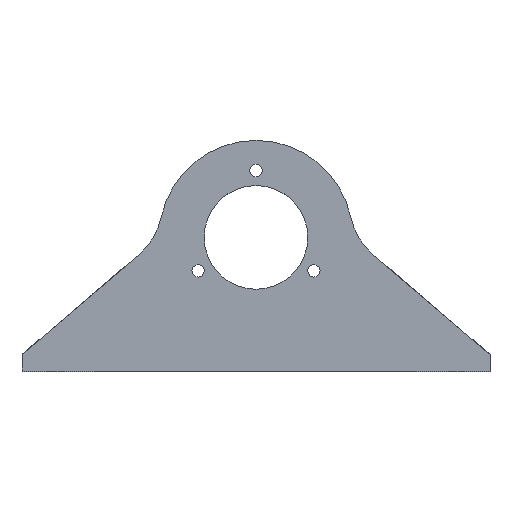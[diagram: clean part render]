
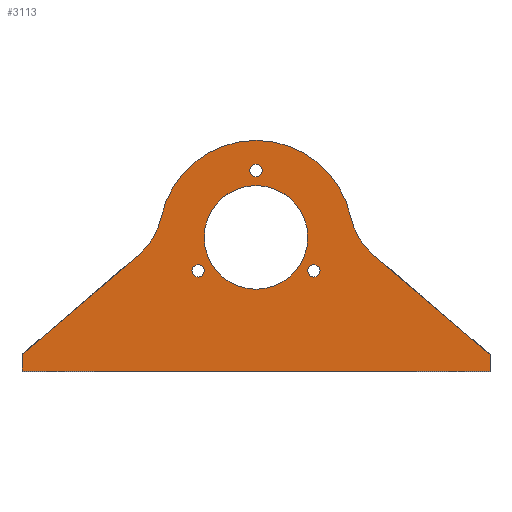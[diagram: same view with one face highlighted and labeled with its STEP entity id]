
A CAD part, top view. The second image highlights one B-rep face of the part: STEP entity #3113.
In plain terms, the highlighted planar face has unit normal (0, 0, 1).
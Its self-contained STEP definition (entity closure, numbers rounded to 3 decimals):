
#18 = AXIS2_PLACEMENT_3D ( 'NONE', #524, #3782, #4071 ) ;
#64 = ORIENTED_EDGE ( 'NONE', *, *, #2625, .F. ) ;
#100 = CARTESIAN_POINT ( 'NONE',  ( -70., -35., 5. ) ) ;
#104 = DIRECTION ( 'NONE',  ( 0., 0., 1. ) ) ;
#137 = CARTESIAN_POINT ( 'NONE',  ( 70., -40., 5. ) ) ;
#154 = EDGE_CURVE ( 'NONE', #4251, #2238, #995, .T. ) ;
#156 = AXIS2_PLACEMENT_3D ( 'NONE', #3044, #1056, #2331 ) ;
#197 = CARTESIAN_POINT ( 'NONE',  ( 0., 20., 5. ) ) ;
#213 = CARTESIAN_POINT ( 'NONE',  ( -15.5, 0., 5. ) ) ;
#225 = CARTESIAN_POINT ( 'NONE',  ( -47.942, 10.126, 5. ) ) ;
#239 = EDGE_CURVE ( 'NONE', #1635, #2343, #3670, .T. ) ;
#286 = CIRCLE ( 'NONE', #3801, 15.5 ) ;
#315 = AXIS2_PLACEMENT_3D ( 'NONE', #2404, #2734, #1759 ) ;
#321 = LINE ( 'NONE', #4234, #452 ) ;
#445 = CARTESIAN_POINT ( 'NONE',  ( -70., -40., 5. ) ) ;
#452 = VECTOR ( 'NONE', #1658, 1000. ) ;
#462 = DIRECTION ( 'NONE',  ( 0., 0., 1. ) ) ;
#489 = EDGE_CURVE ( 'NONE', #2888, #2073, #2430, .T. ) ;
#524 = CARTESIAN_POINT ( 'NONE',  ( -17.321, -10., 5. ) ) ;
#574 = DIRECTION ( 'NONE',  ( 1., 0., 0. ) ) ;
#665 = CARTESIAN_POINT ( 'NONE',  ( -34.957, -5.085, 5. ) ) ;
#699 = PLANE ( 'NONE',  #315 ) ;
#769 = DIRECTION ( 'NONE',  ( 0., 0., 1. ) ) ;
#784 = CIRCLE ( 'NONE', #3197, 1.85 ) ;
#796 = AXIS2_PLACEMENT_3D ( 'NONE', #3760, #462, #798 ) ;
#798 = DIRECTION ( 'NONE',  ( 1., 0., 0. ) ) ;
#807 = EDGE_CURVE ( 'NONE', #3202, #4023, #2707, .T. ) ;
#808 = CARTESIAN_POINT ( 'NONE',  ( -1.85, 20., 5. ) ) ;
#942 = VERTEX_POINT ( 'NONE', #213 ) ;
#992 = EDGE_LOOP ( 'NONE', ( #1754, #64 ) ) ;
#995 = LINE ( 'NONE', #3697, #1528 ) ;
#1028 = VERTEX_POINT ( 'NONE', #3630 ) ;
#1056 = DIRECTION ( 'NONE',  ( 0., 0., 1. ) ) ;
#1113 = CARTESIAN_POINT ( 'NONE',  ( 47.942, 10.126, 5. ) ) ;
#1135 = CARTESIAN_POINT ( 'NONE',  ( -17.321, -10., 5. ) ) ;
#1164 = EDGE_CURVE ( 'NONE', #1896, #2888, #1813, .T. ) ;
#1178 = VECTOR ( 'NONE', #2817, 1000. ) ;
#1219 = CARTESIAN_POINT ( 'NONE',  ( -70., -40., 5. ) ) ;
#1229 = EDGE_LOOP ( 'NONE', ( #3885, #3042, #2731, #1441, #2241, #3680, #3791, #2767 ) ) ;
#1239 = CARTESIAN_POINT ( 'NONE',  ( 70., -35., 5. ) ) ;
#1319 = CIRCLE ( 'NONE', #2007, 1.85 ) ;
#1338 = CIRCLE ( 'NONE', #2791, 1.85 ) ;
#1354 = EDGE_CURVE ( 'NONE', #2238, #3615, #1570, .T. ) ;
#1391 = EDGE_LOOP ( 'NONE', ( #1601, #2329 ) ) ;
#1411 = FACE_BOUND ( 'NONE', #2220, .T. ) ;
#1441 = ORIENTED_EDGE ( 'NONE', *, *, #1164, .T. ) ;
#1471 = CIRCLE ( 'NONE', #1750, 20. ) ;
#1496 = DIRECTION ( 'NONE',  ( 0., 1., 0. ) ) ;
#1512 = DIRECTION ( 'NONE',  ( 0., 0., 1. ) ) ;
#1528 = VECTOR ( 'NONE', #2983, 1000. ) ;
#1570 = LINE ( 'NONE', #1219, #3748 ) ;
#1601 = ORIENTED_EDGE ( 'NONE', *, *, #3986, .F. ) ;
#1603 = AXIS2_PLACEMENT_3D ( 'NONE', #2247, #1904, #3546 ) ;
#1610 = CARTESIAN_POINT ( 'NONE',  ( 28.374, 5.993, 5. ) ) ;
#1635 = VERTEX_POINT ( 'NONE', #808 ) ;
#1658 = DIRECTION ( 'NONE',  ( -0.761, -0.649, 0. ) ) ;
#1683 = EDGE_CURVE ( 'NONE', #2073, #2912, #1471, .T. ) ;
#1697 = VERTEX_POINT ( 'NONE', #3486 ) ;
#1734 = FACE_BOUND ( 'NONE', #992, .T. ) ;
#1750 = AXIS2_PLACEMENT_3D ( 'NONE', #225, #2180, #2229 ) ;
#1754 = ORIENTED_EDGE ( 'NONE', *, *, #807, .F. ) ;
#1759 = DIRECTION ( 'NONE',  ( 1., 0., 0. ) ) ;
#1813 = CIRCLE ( 'NONE', #3679, 20. ) ;
#1861 = EDGE_LOOP ( 'NONE', ( #2808, #3861 ) ) ;
#1896 = VERTEX_POINT ( 'NONE', #2927 ) ;
#1904 = DIRECTION ( 'NONE',  ( 0., 0., 1. ) ) ;
#1940 = CARTESIAN_POINT ( 'NONE',  ( 17.321, -10., 5. ) ) ;
#2007 = AXIS2_PLACEMENT_3D ( 'NONE', #3858, #3530, #574 ) ;
#2020 = EDGE_CURVE ( 'NONE', #2343, #1635, #784, .T. ) ;
#2022 = VECTOR ( 'NONE', #1496, 1000. ) ;
#2073 = VERTEX_POINT ( 'NONE', #2872 ) ;
#2115 = LINE ( 'NONE', #137, #2022 ) ;
#2133 = CARTESIAN_POINT ( 'NONE',  ( 1.85, 20., 5. ) ) ;
#2173 = DIRECTION ( 'NONE',  ( 1., 0., 0. ) ) ;
#2180 = DIRECTION ( 'NONE',  ( 0., 0., -1. ) ) ;
#2187 = CARTESIAN_POINT ( 'NONE',  ( 70., -40., 5. ) ) ;
#2219 = DIRECTION ( 'NONE',  ( 0., 0., 1. ) ) ;
#2220 = EDGE_LOOP ( 'NONE', ( #2446, #4151 ) ) ;
#2229 = DIRECTION ( 'NONE',  ( 1., 0., 0. ) ) ;
#2238 = VERTEX_POINT ( 'NONE', #445 ) ;
#2241 = ORIENTED_EDGE ( 'NONE', *, *, #489, .T. ) ;
#2247 = CARTESIAN_POINT ( 'NONE',  ( 0., 0., 5. ) ) ;
#2292 = EDGE_CURVE ( 'NONE', #3615, #1697, #2115, .T. ) ;
#2329 = ORIENTED_EDGE ( 'NONE', *, *, #3244, .F. ) ;
#2331 = DIRECTION ( 'NONE',  ( 1., 0., 0. ) ) ;
#2339 = VERTEX_POINT ( 'NONE', #3769 ) ;
#2343 = VERTEX_POINT ( 'NONE', #2133 ) ;
#2358 = FACE_OUTER_BOUND ( 'NONE', #1229, .T. ) ;
#2404 = CARTESIAN_POINT ( 'NONE',  ( 0., 0., 5. ) ) ;
#2430 = CIRCLE ( 'NONE', #1603, 29. ) ;
#2446 = ORIENTED_EDGE ( 'NONE', *, *, #3558, .F. ) ;
#2517 = DIRECTION ( 'NONE',  ( 1., 0., 0. ) ) ;
#2546 = CARTESIAN_POINT ( 'NONE',  ( -19.171, -10., 5. ) ) ;
#2575 = EDGE_CURVE ( 'NONE', #2912, #4251, #321, .T. ) ;
#2625 = EDGE_CURVE ( 'NONE', #4023, #3202, #1338, .T. ) ;
#2663 = CIRCLE ( 'NONE', #796, 15.5 ) ;
#2707 = CIRCLE ( 'NONE', #18, 1.85 ) ;
#2731 = ORIENTED_EDGE ( 'NONE', *, *, #3980, .T. ) ;
#2734 = DIRECTION ( 'NONE',  ( 0., 0., 1. ) ) ;
#2739 = DIRECTION ( 'NONE',  ( 1., 0., 0. ) ) ;
#2767 = ORIENTED_EDGE ( 'NONE', *, *, #154, .T. ) ;
#2791 = AXIS2_PLACEMENT_3D ( 'NONE', #1135, #104, #2739 ) ;
#2793 = AXIS2_PLACEMENT_3D ( 'NONE', #1940, #2219, #3263 ) ;
#2808 = ORIENTED_EDGE ( 'NONE', *, *, #239, .F. ) ;
#2817 = DIRECTION ( 'NONE',  ( -0.761, 0.649, 0. ) ) ;
#2872 = CARTESIAN_POINT ( 'NONE',  ( -28.374, 5.993, 5. ) ) ;
#2888 = VERTEX_POINT ( 'NONE', #1610 ) ;
#2912 = VERTEX_POINT ( 'NONE', #665 ) ;
#2927 = CARTESIAN_POINT ( 'NONE',  ( 34.957, -5.085, 5. ) ) ;
#2931 = CARTESIAN_POINT ( 'NONE',  ( -15.471, -10., 5. ) ) ;
#2983 = DIRECTION ( 'NONE',  ( 0., -1., 0. ) ) ;
#3042 = ORIENTED_EDGE ( 'NONE', *, *, #2292, .T. ) ;
#3044 = CARTESIAN_POINT ( 'NONE',  ( 0., 20., 5. ) ) ;
#3063 = CARTESIAN_POINT ( 'NONE',  ( 0., 0., 5. ) ) ;
#3079 = FACE_BOUND ( 'NONE', #1861, .T. ) ;
#3113 = ADVANCED_FACE ( 'NONE', ( #2358, #3401, #1411, #3079, #1734 ), #699, .T. ) ;
#3197 = AXIS2_PLACEMENT_3D ( 'NONE', #197, #1512, #2173 ) ;
#3202 = VERTEX_POINT ( 'NONE', #2546 ) ;
#3244 = EDGE_CURVE ( 'NONE', #3563, #1028, #3351, .T. ) ;
#3263 = DIRECTION ( 'NONE',  ( 1., 0., 0. ) ) ;
#3351 = CIRCLE ( 'NONE', #2793, 1.85 ) ;
#3401 = FACE_BOUND ( 'NONE', #1391, .T. ) ;
#3409 = DIRECTION ( 'NONE',  ( 1., 0., 0. ) ) ;
#3435 = CARTESIAN_POINT ( 'NONE',  ( 19.171, -10., 5. ) ) ;
#3486 = CARTESIAN_POINT ( 'NONE',  ( 70., -35., 5. ) ) ;
#3530 = DIRECTION ( 'NONE',  ( 0., 0., 1. ) ) ;
#3546 = DIRECTION ( 'NONE',  ( 1., 0., 0. ) ) ;
#3558 = EDGE_CURVE ( 'NONE', #942, #2339, #2663, .T. ) ;
#3563 = VERTEX_POINT ( 'NONE', #3435 ) ;
#3615 = VERTEX_POINT ( 'NONE', #2187 ) ;
#3630 = CARTESIAN_POINT ( 'NONE',  ( 15.471, -10., 5. ) ) ;
#3670 = CIRCLE ( 'NONE', #156, 1.85 ) ;
#3679 = AXIS2_PLACEMENT_3D ( 'NONE', #1113, #3794, #3409 ) ;
#3680 = ORIENTED_EDGE ( 'NONE', *, *, #1683, .T. ) ;
#3691 = DIRECTION ( 'NONE',  ( 1., 0., 0. ) ) ;
#3697 = CARTESIAN_POINT ( 'NONE',  ( -70., -35., 5. ) ) ;
#3748 = VECTOR ( 'NONE', #2517, 1000. ) ;
#3760 = CARTESIAN_POINT ( 'NONE',  ( 0., 0., 5. ) ) ;
#3769 = CARTESIAN_POINT ( 'NONE',  ( 15.5, 0., 5. ) ) ;
#3782 = DIRECTION ( 'NONE',  ( 0., 0., 1. ) ) ;
#3791 = ORIENTED_EDGE ( 'NONE', *, *, #2575, .T. ) ;
#3794 = DIRECTION ( 'NONE',  ( 0., 0., -1. ) ) ;
#3801 = AXIS2_PLACEMENT_3D ( 'NONE', #3063, #769, #3691 ) ;
#3841 = EDGE_CURVE ( 'NONE', #2339, #942, #286, .T. ) ;
#3858 = CARTESIAN_POINT ( 'NONE',  ( 17.321, -10., 5. ) ) ;
#3861 = ORIENTED_EDGE ( 'NONE', *, *, #2020, .F. ) ;
#3885 = ORIENTED_EDGE ( 'NONE', *, *, #1354, .T. ) ;
#3980 = EDGE_CURVE ( 'NONE', #1697, #1896, #4209, .T. ) ;
#3986 = EDGE_CURVE ( 'NONE', #1028, #3563, #1319, .T. ) ;
#4023 = VERTEX_POINT ( 'NONE', #2931 ) ;
#4071 = DIRECTION ( 'NONE',  ( 1., 0., 0. ) ) ;
#4151 = ORIENTED_EDGE ( 'NONE', *, *, #3841, .F. ) ;
#4209 = LINE ( 'NONE', #1239, #1178 ) ;
#4234 = CARTESIAN_POINT ( 'NONE',  ( -29., 0., 5. ) ) ;
#4251 = VERTEX_POINT ( 'NONE', #100 ) ;
